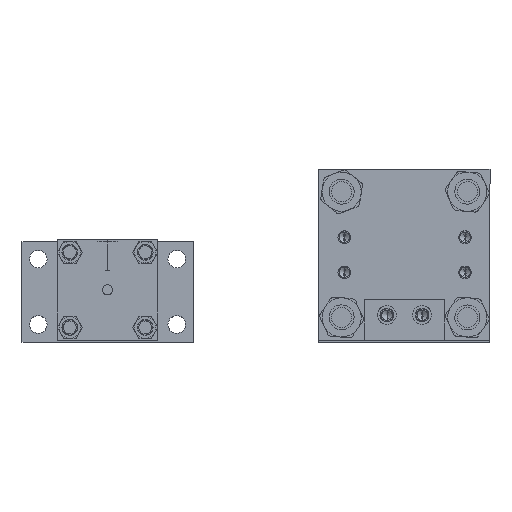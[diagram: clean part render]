
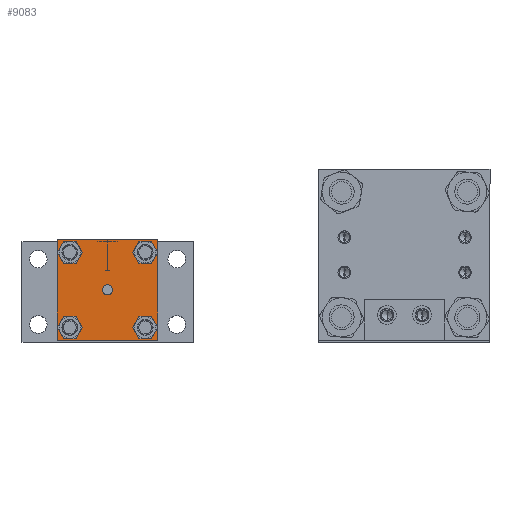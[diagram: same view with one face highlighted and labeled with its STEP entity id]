
A CAD part, top view. The second image highlights one B-rep face of the part: STEP entity #9083.
In plain terms, the highlighted planar face has unit normal (0, 0, 1).
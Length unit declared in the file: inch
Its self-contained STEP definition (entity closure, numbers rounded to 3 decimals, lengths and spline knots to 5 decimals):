
#90 = VERTEX_POINT ( 'NONE', #13915 ) ;
#256 = DIRECTION ( 'NONE',  ( 0., 0., 1. ) ) ;
#271 = EDGE_CURVE ( 'NONE', #90, #15528, #9675, .T. ) ;
#311 = CARTESIAN_POINT ( 'NONE',  ( 4.96446, 9.26306, 0.5 ) ) ;
#390 = EDGE_CURVE ( 'NONE', #7435, #7322, #4137, .T. ) ;
#842 = EDGE_LOOP ( 'NONE', ( #9808, #11477 ) ) ;
#1279 = EDGE_CURVE ( 'NONE', #2306, #15528, #15133, .T. ) ;
#1753 = DIRECTION ( 'NONE',  ( 1., 0., 0. ) ) ;
#1882 = CARTESIAN_POINT ( 'NONE',  ( 6.83446, 9.26306, 0.5 ) ) ;
#1907 = DIRECTION ( 'NONE',  ( 1., 0., 0. ) ) ;
#2044 = ORIENTED_EDGE ( 'NONE', *, *, #8032, .F. ) ;
#2306 = VERTEX_POINT ( 'NONE', #7037 ) ;
#2376 = VERTEX_POINT ( 'NONE', #2832 ) ;
#2753 = CARTESIAN_POINT ( 'NONE',  ( 5.77291, 8.32806, 0.5 ) ) ;
#2776 = VERTEX_POINT ( 'NONE', #6283 ) ;
#2832 = CARTESIAN_POINT ( 'NONE',  ( 5.15246, 9.26306, 0.5 ) ) ;
#3037 = DIRECTION ( 'NONE',  ( 0., 0., 1. ) ) ;
#3299 = VERTEX_POINT ( 'NONE', #5706 ) ;
#3506 = AXIS2_PLACEMENT_3D ( 'NONE', #311, #256, #10175 ) ;
#3561 = CIRCLE ( 'NONE', #5747, 0.188 ) ;
#3625 = DIRECTION ( 'NONE',  ( 1., 0., 0. ) ) ;
#3673 = CARTESIAN_POINT ( 'NONE',  ( 5.89946, 7.07806, 0.5 ) ) ;
#3719 = DIRECTION ( 'NONE',  ( 0., 0., 1. ) ) ;
#3798 = EDGE_CURVE ( 'NONE', #10838, #7471, #5373, .T. ) ;
#3830 = VERTEX_POINT ( 'NONE', #7938 ) ;
#3873 = AXIS2_PLACEMENT_3D ( 'NONE', #15374, #14189, #8202 ) ;
#3883 = VECTOR ( 'NONE', #8947, 39.37008 ) ;
#4137 = CIRCLE ( 'NONE', #15263, 0.188 ) ;
#4161 = FACE_BOUND ( 'NONE', #14522, .T. ) ;
#4875 = ORIENTED_EDGE ( 'NONE', *, *, #15401, .F. ) ;
#4901 = CARTESIAN_POINT ( 'NONE',  ( 6.64646, 9.26306, 0.5 ) ) ;
#5005 = DIRECTION ( 'NONE',  ( 0., 0., 1. ) ) ;
#5079 = CARTESIAN_POINT ( 'NONE',  ( 7.14946, 5.57249, 0.5 ) ) ;
#5120 = VECTOR ( 'NONE', #10357, 39.37008 ) ;
#5123 = CARTESIAN_POINT ( 'NONE',  ( 5.89946, 8.32806, 0.5 ) ) ;
#5309 = FACE_BOUND ( 'NONE', #842, .T. ) ;
#5373 = CIRCLE ( 'NONE', #10219, 0.188 ) ;
#5550 = VERTEX_POINT ( 'NONE', #2753 ) ;
#5706 = CARTESIAN_POINT ( 'NONE',  ( 6.02601, 8.32806, 0.5 ) ) ;
#5747 = AXIS2_PLACEMENT_3D ( 'NONE', #14323, #14165, #8181 ) ;
#5818 = PLANE ( 'NONE',  #9802 ) ;
#5861 = CARTESIAN_POINT ( 'NONE',  ( 4.77646, 9.26306, 0.5 ) ) ;
#5931 = ORIENTED_EDGE ( 'NONE', *, *, #11094, .F. ) ;
#5986 = VERTEX_POINT ( 'NONE', #5861 ) ;
#6086 = LINE ( 'NONE', #13934, #5120 ) ;
#6172 = CARTESIAN_POINT ( 'NONE',  ( 5.89946, 8.32806, 0.5 ) ) ;
#6212 = EDGE_CURVE ( 'NONE', #5550, #3299, #6535, .T. ) ;
#6221 = VECTOR ( 'NONE', #7452, 39.37008 ) ;
#6283 = CARTESIAN_POINT ( 'NONE',  ( 4.64946, 9.57806, 0.5 ) ) ;
#6535 = CIRCLE ( 'NONE', #6915, 0.12655 ) ;
#6915 = AXIS2_PLACEMENT_3D ( 'NONE', #6172, #9642, #3625 ) ;
#7021 = FACE_BOUND ( 'NONE', #11732, .T. ) ;
#7037 = CARTESIAN_POINT ( 'NONE',  ( 4.64946, 7.07806, 0.5 ) ) ;
#7048 = DIRECTION ( 'NONE',  ( 0., 0., 1. ) ) ;
#7193 = CARTESIAN_POINT ( 'NONE',  ( 6.83446, 9.26306, 0.5 ) ) ;
#7322 = VERTEX_POINT ( 'NONE', #8241 ) ;
#7435 = VERTEX_POINT ( 'NONE', #15409 ) ;
#7452 = DIRECTION ( 'NONE',  ( 1., 0., 0. ) ) ;
#7471 = VERTEX_POINT ( 'NONE', #4901 ) ;
#7563 = DIRECTION ( 'NONE',  ( 1., 0., 0. ) ) ;
#7592 = DIRECTION ( 'NONE',  ( 0., -1., 0. ) ) ;
#7610 = FACE_BOUND ( 'NONE', #10837, .T. ) ;
#7704 = ORIENTED_EDGE ( 'NONE', *, *, #15592, .T. ) ;
#7937 = CARTESIAN_POINT ( 'NONE',  ( 5.15246, 7.39306, 0.5 ) ) ;
#7938 = CARTESIAN_POINT ( 'NONE',  ( 4.77646, 7.39306, 0.5 ) ) ;
#8029 = CARTESIAN_POINT ( 'NONE',  ( 6.83446, 7.39306, 0.5 ) ) ;
#8032 = EDGE_CURVE ( 'NONE', #2776, #90, #6086, .T. ) ;
#8181 = DIRECTION ( 'NONE',  ( 1., 0., 0. ) ) ;
#8202 = DIRECTION ( 'NONE',  ( 1., 0., 0. ) ) ;
#8241 = CARTESIAN_POINT ( 'NONE',  ( 6.64646, 7.39306, 0.5 ) ) ;
#8523 = CIRCLE ( 'NONE', #10330, 0.188 ) ;
#8947 = DIRECTION ( 'NONE',  ( 0., -1., 0. ) ) ;
#9049 = DIRECTION ( 'NONE',  ( 0., 0., 1. ) ) ;
#9083 = ADVANCED_FACE ( 'NONE', ( #5309, #7021, #4161, #7610, #10081, #14407 ), #5818, .T. ) ;
#9201 = DIRECTION ( 'NONE',  ( 0., 0., 1. ) ) ;
#9219 = AXIS2_PLACEMENT_3D ( 'NONE', #12586, #14879, #13650 ) ;
#9335 = EDGE_CURVE ( 'NONE', #7322, #7435, #14998, .T. ) ;
#9511 = CARTESIAN_POINT ( 'NONE',  ( 7.14946, 7.07806, 0.5 ) ) ;
#9642 = DIRECTION ( 'NONE',  ( 0., 0., 1. ) ) ;
#9675 = LINE ( 'NONE', #5079, #10050 ) ;
#9802 = AXIS2_PLACEMENT_3D ( 'NONE', #10696, #7048, #11910 ) ;
#9808 = ORIENTED_EDGE ( 'NONE', *, *, #390, .F. ) ;
#9935 = CARTESIAN_POINT ( 'NONE',  ( 4.64946, 5.57249, 0.5 ) ) ;
#10050 = VECTOR ( 'NONE', #7592, 39.37008 ) ;
#10081 = FACE_OUTER_BOUND ( 'NONE', #10706, .T. ) ;
#10163 = ORIENTED_EDGE ( 'NONE', *, *, #1279, .T. ) ;
#10175 = DIRECTION ( 'NONE',  ( 1., 0., 0. ) ) ;
#10219 = AXIS2_PLACEMENT_3D ( 'NONE', #1882, #3037, #10369 ) ;
#10330 = AXIS2_PLACEMENT_3D ( 'NONE', #7193, #3719, #7563 ) ;
#10357 = DIRECTION ( 'NONE',  ( 1., 0., 0. ) ) ;
#10369 = DIRECTION ( 'NONE',  ( 1., 0., 0. ) ) ;
#10529 = CIRCLE ( 'NONE', #3873, 0.188 ) ;
#10639 = EDGE_LOOP ( 'NONE', ( #10986, #14069 ) ) ;
#10696 = CARTESIAN_POINT ( 'NONE',  ( 5.89946, 5.57249, 0.5 ) ) ;
#10706 = EDGE_LOOP ( 'NONE', ( #2044, #7704, #10163, #11900 ) ) ;
#10837 = EDGE_LOOP ( 'NONE', ( #4875, #11952 ) ) ;
#10838 = VERTEX_POINT ( 'NONE', #11317 ) ;
#10850 = AXIS2_PLACEMENT_3D ( 'NONE', #12605, #9049, #1753 ) ;
#10939 = EDGE_CURVE ( 'NONE', #3830, #12893, #3561, .T. ) ;
#10986 = ORIENTED_EDGE ( 'NONE', *, *, #6212, .F. ) ;
#11094 = EDGE_CURVE ( 'NONE', #7471, #10838, #8523, .T. ) ;
#11317 = CARTESIAN_POINT ( 'NONE',  ( 7.02246, 9.26306, 0.5 ) ) ;
#11477 = ORIENTED_EDGE ( 'NONE', *, *, #9335, .F. ) ;
#11575 = EDGE_CURVE ( 'NONE', #3299, #5550, #11685, .T. ) ;
#11638 = EDGE_CURVE ( 'NONE', #5986, #2376, #12830, .T. ) ;
#11685 = CIRCLE ( 'NONE', #13765, 0.12655 ) ;
#11732 = EDGE_LOOP ( 'NONE', ( #14830, #5931 ) ) ;
#11900 = ORIENTED_EDGE ( 'NONE', *, *, #271, .F. ) ;
#11910 = DIRECTION ( 'NONE',  ( 1., 0., 0. ) ) ;
#11952 = ORIENTED_EDGE ( 'NONE', *, *, #10939, .F. ) ;
#12384 = DIRECTION ( 'NONE',  ( 1., 0., 0. ) ) ;
#12586 = CARTESIAN_POINT ( 'NONE',  ( 6.83446, 7.39306, 0.5 ) ) ;
#12605 = CARTESIAN_POINT ( 'NONE',  ( 4.96446, 9.26306, 0.5 ) ) ;
#12830 = CIRCLE ( 'NONE', #3506, 0.188 ) ;
#12893 = VERTEX_POINT ( 'NONE', #7937 ) ;
#13650 = DIRECTION ( 'NONE',  ( 1., 0., 0. ) ) ;
#13670 = EDGE_CURVE ( 'NONE', #2376, #5986, #14296, .T. ) ;
#13765 = AXIS2_PLACEMENT_3D ( 'NONE', #5123, #5005, #12384 ) ;
#13915 = CARTESIAN_POINT ( 'NONE',  ( 7.14946, 9.57806, 0.5 ) ) ;
#13934 = CARTESIAN_POINT ( 'NONE',  ( 5.89946, 9.57806, 0.5 ) ) ;
#14069 = ORIENTED_EDGE ( 'NONE', *, *, #11575, .F. ) ;
#14165 = DIRECTION ( 'NONE',  ( 0., 0., 1. ) ) ;
#14189 = DIRECTION ( 'NONE',  ( 0., 0., 1. ) ) ;
#14296 = CIRCLE ( 'NONE', #10850, 0.188 ) ;
#14323 = CARTESIAN_POINT ( 'NONE',  ( 4.96446, 7.39306, 0.5 ) ) ;
#14407 = FACE_BOUND ( 'NONE', #10639, .T. ) ;
#14522 = EDGE_LOOP ( 'NONE', ( #15437, #14779 ) ) ;
#14779 = ORIENTED_EDGE ( 'NONE', *, *, #11638, .F. ) ;
#14830 = ORIENTED_EDGE ( 'NONE', *, *, #3798, .F. ) ;
#14879 = DIRECTION ( 'NONE',  ( 0., 0., 1. ) ) ;
#14998 = CIRCLE ( 'NONE', #9219, 0.188 ) ;
#15133 = LINE ( 'NONE', #3673, #6221 ) ;
#15263 = AXIS2_PLACEMENT_3D ( 'NONE', #8029, #9201, #1907 ) ;
#15374 = CARTESIAN_POINT ( 'NONE',  ( 4.96446, 7.39306, 0.5 ) ) ;
#15401 = EDGE_CURVE ( 'NONE', #12893, #3830, #10529, .T. ) ;
#15409 = CARTESIAN_POINT ( 'NONE',  ( 7.02246, 7.39306, 0.5 ) ) ;
#15437 = ORIENTED_EDGE ( 'NONE', *, *, #13670, .F. ) ;
#15448 = LINE ( 'NONE', #9935, #3883 ) ;
#15528 = VERTEX_POINT ( 'NONE', #9511 ) ;
#15592 = EDGE_CURVE ( 'NONE', #2776, #2306, #15448, .T. ) ;
